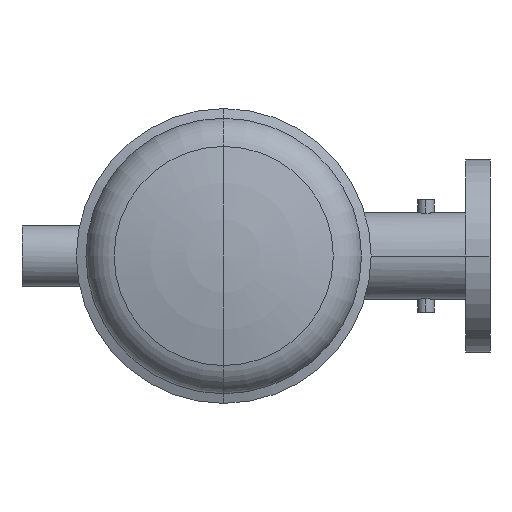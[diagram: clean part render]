
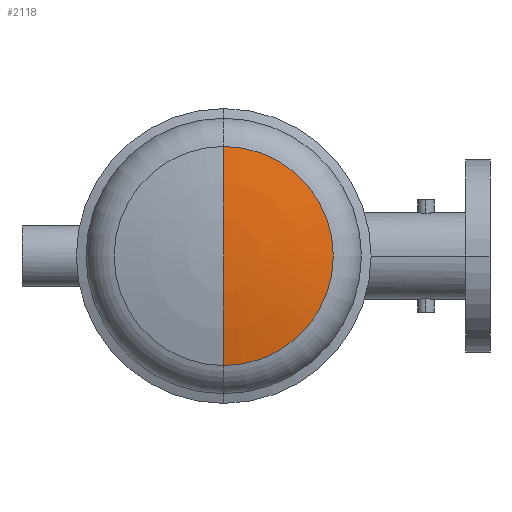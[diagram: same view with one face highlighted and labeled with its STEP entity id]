
A CAD part, left-side view. The second image highlights one B-rep face of the part: STEP entity #2118.
In plain terms, the highlighted toroidal (fillet/blend) face has major radius 0 mm and minor radius 508 mm.
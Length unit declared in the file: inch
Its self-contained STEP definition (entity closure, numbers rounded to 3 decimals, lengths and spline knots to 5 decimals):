
#359 = ORIENTED_EDGE ( 'NONE', *, *, #1790, .F. ) ;
#611 = DIRECTION ( 'NONE',  ( 0., 0., 1. ) ) ;
#698 = AXIS2_PLACEMENT_3D ( 'NONE', #3464, #757, #611 ) ;
#726 = EDGE_LOOP ( 'NONE', ( #359, #3044, #2715 ) ) ;
#757 = DIRECTION ( 'NONE',  ( -1., 0., 0. ) ) ;
#899 = CARTESIAN_POINT ( 'NONE',  ( 0.46073, 0.00337, 0. ) ) ;
#1070 = DIRECTION ( 'NONE',  ( 0., -1., 0. ) ) ;
#1280 = DIRECTION ( 'NONE',  ( 0., 1., 0. ) ) ;
#1297 = FACE_OUTER_BOUND ( 'NONE', #726, .T. ) ;
#1445 = CARTESIAN_POINT ( 'NONE',  ( 0.46073, 0.00337, 4.27144 ) ) ;
#1525 = DIRECTION ( 'NONE',  ( 0., 0., -1. ) ) ;
#1669 = CARTESIAN_POINT ( 'NONE',  ( 19.99927, 0.00337, 0. ) ) ;
#1790 = EDGE_CURVE ( 'NONE', #2539, #3696, #3875, .T. ) ;
#1794 = DIRECTION ( 'NONE',  ( -1., 0., 0. ) ) ;
#1851 = TOROIDAL_SURFACE ( 'NONE', #698, 0., 20. ) ;
#2094 = VERTEX_POINT ( 'NONE', #1445 ) ;
#2118 = ADVANCED_FACE ( 'NONE', ( #1297 ), #1851, .T. ) ;
#2213 = EDGE_CURVE ( 'NONE', #2539, #2094, #4302, .T. ) ;
#2539 = VERTEX_POINT ( 'NONE', #5673 ) ;
#2570 = CIRCLE ( 'NONE', #4335, 20. ) ;
#2617 = AXIS2_PLACEMENT_3D ( 'NONE', #899, #1794, #5022 ) ;
#2715 = ORIENTED_EDGE ( 'NONE', *, *, #3419, .T. ) ;
#3044 = ORIENTED_EDGE ( 'NONE', *, *, #2213, .T. ) ;
#3419 = EDGE_CURVE ( 'NONE', #2094, #3696, #2570, .T. ) ;
#3464 = CARTESIAN_POINT ( 'NONE',  ( 19.99927, 0.00337, 0. ) ) ;
#3517 = DIRECTION ( 'NONE',  ( 0., 0., 1. ) ) ;
#3696 = VERTEX_POINT ( 'NONE', #4208 ) ;
#3875 = CIRCLE ( 'NONE', #4238, 20. ) ;
#4208 = CARTESIAN_POINT ( 'NONE',  ( -0.00073, 0.00337, 0. ) ) ;
#4238 = AXIS2_PLACEMENT_3D ( 'NONE', #1669, #1280, #3517 ) ;
#4302 = CIRCLE ( 'NONE', #2617, 4.27144 ) ;
#4335 = AXIS2_PLACEMENT_3D ( 'NONE', #4730, #1070, #1525 ) ;
#4730 = CARTESIAN_POINT ( 'NONE',  ( 19.99927, 0.00337, 0. ) ) ;
#5022 = DIRECTION ( 'NONE',  ( 0., 0., 1. ) ) ;
#5673 = CARTESIAN_POINT ( 'NONE',  ( 0.46073, 0.00337, -4.27144 ) ) ;
